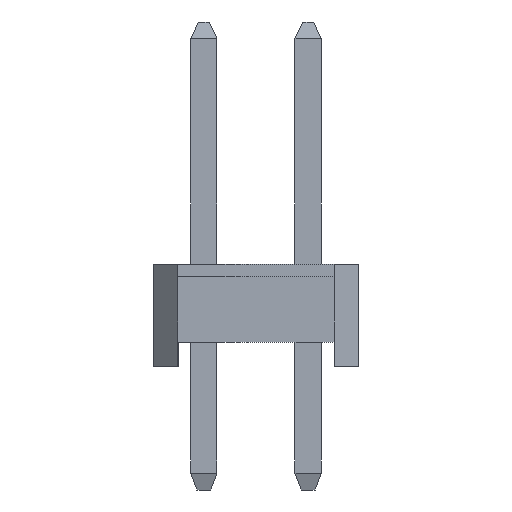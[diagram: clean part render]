
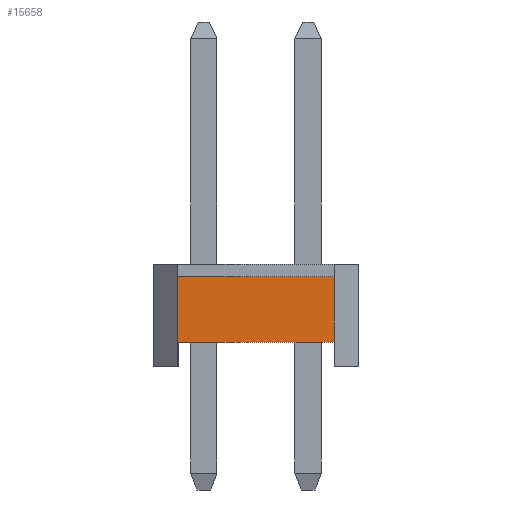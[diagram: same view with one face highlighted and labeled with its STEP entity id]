
A CAD part, left-side view. The second image highlights one B-rep face of the part: STEP entity #15658.
In plain terms, the highlighted planar face has unit normal (-1, 0, 0).
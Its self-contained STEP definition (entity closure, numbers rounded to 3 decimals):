
#148 = CARTESIAN_POINT ( 'NONE',  ( -1.27, -1.9, 2.2 ) ) ;
#833 = CARTESIAN_POINT ( 'NONE',  ( -1.27, -1.9, 2.5 ) ) ;
#1349 = PLANE ( 'NONE',  #13621 ) ;
#1490 = LINE ( 'NONE', #833, #4544 ) ;
#2090 = VECTOR ( 'NONE', #11053, 1000. ) ;
#2256 = VERTEX_POINT ( 'NONE', #3299 ) ;
#2620 = DIRECTION ( 'NONE',  ( 0., 0., -1. ) ) ;
#2638 = DIRECTION ( 'NONE',  ( 0., 0., -1. ) ) ;
#2670 = LINE ( 'NONE', #9302, #12077 ) ;
#3299 = CARTESIAN_POINT ( 'NONE',  ( -1.27, 1.9, 0.6 ) ) ;
#3537 = VECTOR ( 'NONE', #2620, 1000. ) ;
#3716 = EDGE_CURVE ( 'NONE', #2256, #6688, #2670, .T. ) ;
#3958 = CARTESIAN_POINT ( 'NONE',  ( -1.27, 1.9, 2.5 ) ) ;
#4307 = LINE ( 'NONE', #12572, #3537 ) ;
#4351 = DIRECTION ( 'NONE',  ( 0., -1., 0. ) ) ;
#4544 = VECTOR ( 'NONE', #6987, 1000. ) ;
#5079 = VERTEX_POINT ( 'NONE', #148 ) ;
#5209 = EDGE_LOOP ( 'NONE', ( #8109, #5887, #14638, #14975 ) ) ;
#5887 = ORIENTED_EDGE ( 'NONE', *, *, #10192, .F. ) ;
#5928 = LINE ( 'NONE', #6299, #2090 ) ;
#6299 = CARTESIAN_POINT ( 'NONE',  ( -1.27, -1.9, 2.2 ) ) ;
#6688 = VERTEX_POINT ( 'NONE', #15841 ) ;
#6987 = DIRECTION ( 'NONE',  ( 0., 0., -1. ) ) ;
#7421 = FACE_OUTER_BOUND ( 'NONE', #5209, .T. ) ;
#8109 = ORIENTED_EDGE ( 'NONE', *, *, #10574, .F. ) ;
#9027 = CARTESIAN_POINT ( 'NONE',  ( -1.27, 1.9, 2.2 ) ) ;
#9302 = CARTESIAN_POINT ( 'NONE',  ( -1.27, 1.9, 0.6 ) ) ;
#10192 = EDGE_CURVE ( 'NONE', #15119, #5079, #5928, .T. ) ;
#10574 = EDGE_CURVE ( 'NONE', #5079, #6688, #1490, .T. ) ;
#11053 = DIRECTION ( 'NONE',  ( 0., -1., 0. ) ) ;
#12077 = VECTOR ( 'NONE', #4351, 1000. ) ;
#12572 = CARTESIAN_POINT ( 'NONE',  ( -1.27, 1.9, 2.5 ) ) ;
#12968 = EDGE_CURVE ( 'NONE', #15119, #2256, #4307, .T. ) ;
#13552 = DIRECTION ( 'NONE',  ( 1., 0., 0. ) ) ;
#13621 = AXIS2_PLACEMENT_3D ( 'NONE', #3958, #13552, #2638 ) ;
#14638 = ORIENTED_EDGE ( 'NONE', *, *, #12968, .T. ) ;
#14975 = ORIENTED_EDGE ( 'NONE', *, *, #3716, .T. ) ;
#15119 = VERTEX_POINT ( 'NONE', #9027 ) ;
#15658 = ADVANCED_FACE ( 'NONE', ( #7421 ), #1349, .F. ) ;
#15841 = CARTESIAN_POINT ( 'NONE',  ( -1.27, -1.9, 0.6 ) ) ;
